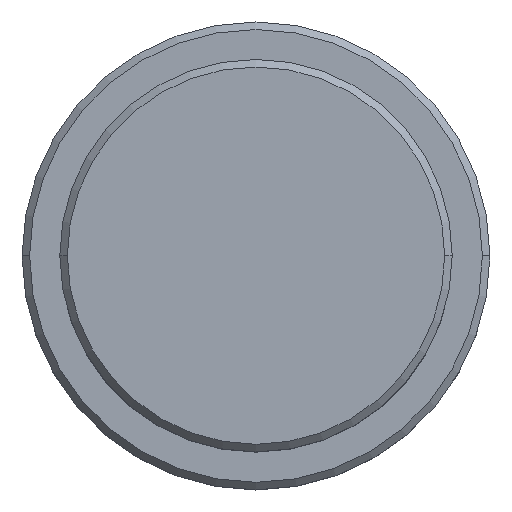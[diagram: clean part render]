
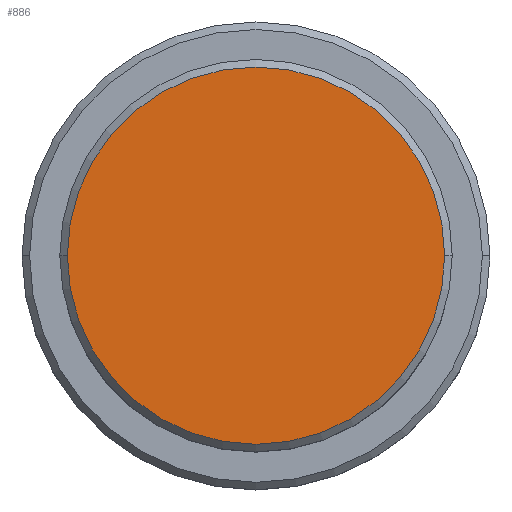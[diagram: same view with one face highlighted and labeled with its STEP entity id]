
A CAD part, top view. The second image highlights one B-rep face of the part: STEP entity #886.
In plain terms, the highlighted planar face has unit normal (0, 0, 1).
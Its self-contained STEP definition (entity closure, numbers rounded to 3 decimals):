
#41 = ORIENTED_EDGE ( 'NONE', *, *, #1105, .T. ) ;
#43 = DIRECTION ( 'NONE',  ( 1., 0., 0. ) ) ;
#123 = DIRECTION ( 'NONE',  ( 0., 0., 1. ) ) ;
#154 = EDGE_LOOP ( 'NONE', ( #1357, #41 ) ) ;
#261 = AXIS2_PLACEMENT_3D ( 'NONE', #1016, #123, #43 ) ;
#338 = FACE_OUTER_BOUND ( 'NONE', #154, .T. ) ;
#386 = CARTESIAN_POINT ( 'NONE',  ( 12.5, 0., 0. ) ) ;
#408 = CARTESIAN_POINT ( 'NONE',  ( 0., 0., 0. ) ) ;
#495 = DIRECTION ( 'NONE',  ( 1., 0., 0. ) ) ;
#541 = CARTESIAN_POINT ( 'NONE',  ( 0., 0., 0. ) ) ;
#542 = VERTEX_POINT ( 'NONE', #1413 ) ;
#637 = CIRCLE ( 'NONE', #715, 12.5 ) ;
#674 = CIRCLE ( 'NONE', #261, 12.5 ) ;
#715 = AXIS2_PLACEMENT_3D ( 'NONE', #408, #1165, #495 ) ;
#785 = EDGE_CURVE ( 'NONE', #542, #1168, #637, .T. ) ;
#886 = ADVANCED_FACE ( 'NONE', ( #338 ), #1322, .T. ) ;
#1016 = CARTESIAN_POINT ( 'NONE',  ( 0., 0., 0. ) ) ;
#1098 = DIRECTION ( 'NONE',  ( 0., 0., 1. ) ) ;
#1105 = EDGE_CURVE ( 'NONE', #1168, #542, #674, .T. ) ;
#1124 = AXIS2_PLACEMENT_3D ( 'NONE', #541, #1098, #1181 ) ;
#1165 = DIRECTION ( 'NONE',  ( 0., 0., 1. ) ) ;
#1168 = VERTEX_POINT ( 'NONE', #386 ) ;
#1181 = DIRECTION ( 'NONE',  ( 1., 0., 0. ) ) ;
#1322 = PLANE ( 'NONE',  #1124 ) ;
#1357 = ORIENTED_EDGE ( 'NONE', *, *, #785, .T. ) ;
#1413 = CARTESIAN_POINT ( 'NONE',  ( -12.5, 0., 0. ) ) ;
